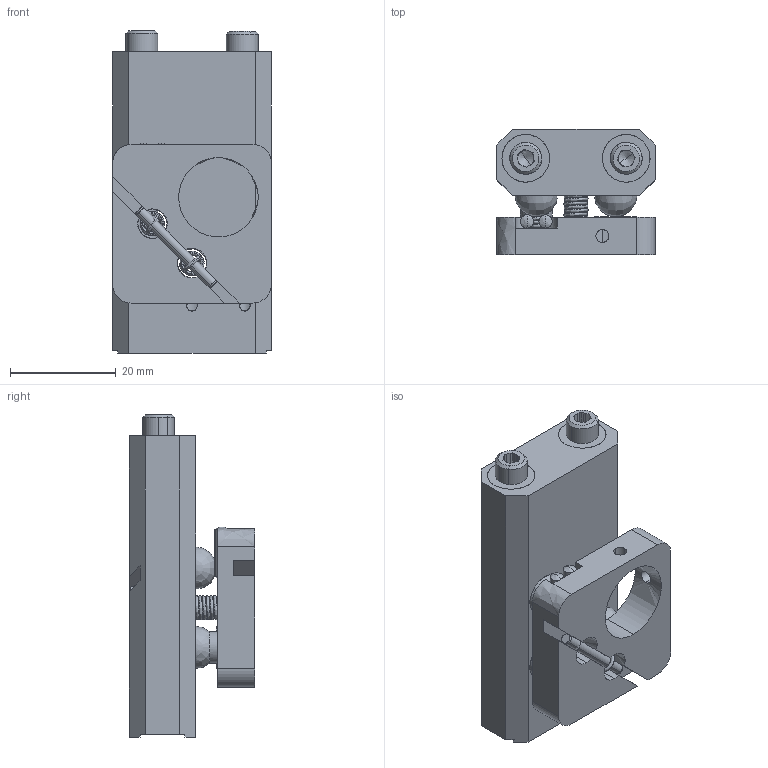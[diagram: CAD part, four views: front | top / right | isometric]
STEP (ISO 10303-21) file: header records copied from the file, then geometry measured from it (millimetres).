
FILE_DESCRIPTION(/* description */ (''),/* implementation_level */ '2;1');
FILE_NAME(/* name */ 'MMS-TRA',/* time_stamp */ '2021-08-20T14:10:50+03:00',/* author */ (''),/* organization */ (''),/* preprocessor_version */ 'ST-DEVELOPER v15',/* originating_system */ '',/* authorisation */ '');
FILE_SCHEMA (('AUTOMOTIVE_DESIGN'));
Length unit declared in the file: millimetre
Products named in the file (8): Document; MMS-T; MMS-T_Substitute_1; Block 01; Block 02; Block 03; Block 04
Assembly tree (7 placements, depth 5):
  Document
    Document
      MMS-T
        MMS-T_Substitute_1
          Block 01
          Block 02
          Block 03
          Block 04
Bounding box: 30 x 23.66 x 61 mm (x, y, z)
Volume: 20678.4 mm3; surface area: 17307.6 mm2
Topology: 24 solids, 41 shells, 394 faces, 1144 edges, 713 vertices
Faces by surface type: bspline 394
Entity records: 76136 total; most frequent: CARTESIAN_POINT 62745, B_SPLINE_CURVE_WITH_KNOTS 2264, ORIENTED_EDGE 2057, PCURVE 2057, DEFINITIONAL_REPRESENTATION 2057, SURFACE_CURVE 1090, EDGE_CURVE 1090, VERTEX_POINT 707
